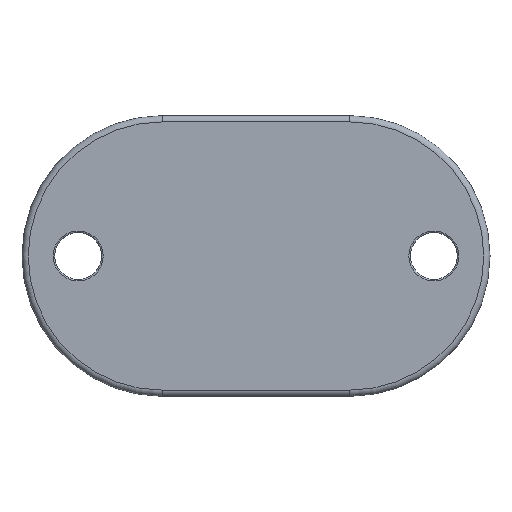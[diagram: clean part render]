
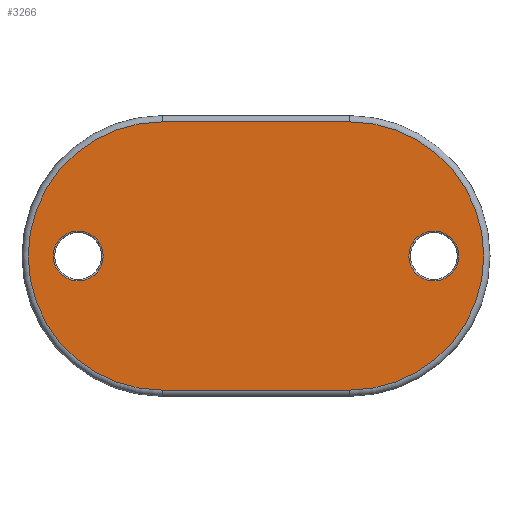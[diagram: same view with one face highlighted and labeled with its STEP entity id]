
A CAD part, front view. The second image highlights one B-rep face of the part: STEP entity #3266.
In plain terms, the highlighted planar face has unit normal (0, -1, 0).
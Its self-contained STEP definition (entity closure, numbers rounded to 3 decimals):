
#9 = CARTESIAN_POINT ( 'NONE',  ( 30., 0., 43. ) ) ;
#97 = ORIENTED_EDGE ( 'NONE', *, *, #3203, .T. ) ;
#119 = AXIS2_PLACEMENT_3D ( 'NONE', #425, #1619, #3031 ) ;
#137 = EDGE_LOOP ( 'NONE', ( #2760, #445 ) ) ;
#165 = VERTEX_POINT ( 'NONE', #1787 ) ;
#285 = CIRCLE ( 'NONE', #119, 8. ) ;
#299 = EDGE_CURVE ( 'NONE', #2417, #3636, #3307, .T. ) ;
#416 = DIRECTION ( 'NONE',  ( -1., 0., 0. ) ) ;
#423 = CARTESIAN_POINT ( 'NONE',  ( 57., 0., 8. ) ) ;
#425 = CARTESIAN_POINT ( 'NONE',  ( 57., 0., 0. ) ) ;
#445 = ORIENTED_EDGE ( 'NONE', *, *, #2957, .T. ) ;
#510 = CARTESIAN_POINT ( 'NONE',  ( -57., 0., 0. ) ) ;
#642 = VERTEX_POINT ( 'NONE', #2505 ) ;
#674 = EDGE_CURVE ( 'NONE', #3636, #2137, #2485, .T. ) ;
#772 = ORIENTED_EDGE ( 'NONE', *, *, #674, .T. ) ;
#868 = CARTESIAN_POINT ( 'NONE',  ( -57., 0., -8. ) ) ;
#997 = EDGE_LOOP ( 'NONE', ( #2939, #97 ) ) ;
#1010 = CARTESIAN_POINT ( 'NONE',  ( -30., 0., 43. ) ) ;
#1016 = CARTESIAN_POINT ( 'NONE',  ( 30., 0., -43. ) ) ;
#1061 = DIRECTION ( 'NONE',  ( 0., 0., -1. ) ) ;
#1074 = DIRECTION ( 'NONE',  ( 0., 1., 0. ) ) ;
#1113 = DIRECTION ( 'NONE',  ( 0., 1., 0. ) ) ;
#1146 = VERTEX_POINT ( 'NONE', #423 ) ;
#1199 = LINE ( 'NONE', #1010, #3741 ) ;
#1274 = EDGE_CURVE ( 'NONE', #165, #1146, #1981, .T. ) ;
#1328 = DIRECTION ( 'NONE',  ( 0., -1., 0. ) ) ;
#1336 = CARTESIAN_POINT ( 'NONE',  ( -30., 0., 43. ) ) ;
#1516 = CIRCLE ( 'NONE', #3317, 8. ) ;
#1619 = DIRECTION ( 'NONE',  ( 0., 1., 0. ) ) ;
#1623 = CARTESIAN_POINT ( 'NONE',  ( 30., 0., -43. ) ) ;
#1706 = DIRECTION ( 'NONE',  ( 0., -1., 0. ) ) ;
#1787 = CARTESIAN_POINT ( 'NONE',  ( 57., 0., -8. ) ) ;
#1924 = CARTESIAN_POINT ( 'NONE',  ( 30., 0., 0. ) ) ;
#1931 = FACE_BOUND ( 'NONE', #137, .T. ) ;
#1981 = CIRCLE ( 'NONE', #3083, 8. ) ;
#2019 = DIRECTION ( 'NONE',  ( 0., 0., -1. ) ) ;
#2096 = AXIS2_PLACEMENT_3D ( 'NONE', #2743, #1328, #3659 ) ;
#2137 = VERTEX_POINT ( 'NONE', #9 ) ;
#2215 = CARTESIAN_POINT ( 'NONE',  ( -57., 0., 0. ) ) ;
#2290 = CARTESIAN_POINT ( 'NONE',  ( 30., 0., 0. ) ) ;
#2417 = VERTEX_POINT ( 'NONE', #2499 ) ;
#2450 = VERTEX_POINT ( 'NONE', #1336 ) ;
#2467 = EDGE_LOOP ( 'NONE', ( #772, #3365, #3127, #2716 ) ) ;
#2485 = CIRCLE ( 'NONE', #3377, 43. ) ;
#2499 = CARTESIAN_POINT ( 'NONE',  ( -30., 0., -43. ) ) ;
#2505 = CARTESIAN_POINT ( 'NONE',  ( -57., 0., 8. ) ) ;
#2716 = ORIENTED_EDGE ( 'NONE', *, *, #299, .T. ) ;
#2730 = AXIS2_PLACEMENT_3D ( 'NONE', #510, #1074, #3101 ) ;
#2743 = CARTESIAN_POINT ( 'NONE',  ( -30., 0., 0. ) ) ;
#2760 = ORIENTED_EDGE ( 'NONE', *, *, #1274, .T. ) ;
#2787 = DIRECTION ( 'NONE',  ( 0., -1., 0. ) ) ;
#2877 = FACE_BOUND ( 'NONE', #997, .T. ) ;
#2939 = ORIENTED_EDGE ( 'NONE', *, *, #3132, .T. ) ;
#2957 = EDGE_CURVE ( 'NONE', #1146, #165, #285, .T. ) ;
#3021 = FACE_OUTER_BOUND ( 'NONE', #2467, .T. ) ;
#3031 = DIRECTION ( 'NONE',  ( 0., 0., -1. ) ) ;
#3083 = AXIS2_PLACEMENT_3D ( 'NONE', #3368, #3359, #3571 ) ;
#3101 = DIRECTION ( 'NONE',  ( 0., 0., -1. ) ) ;
#3127 = ORIENTED_EDGE ( 'NONE', *, *, #3738, .T. ) ;
#3132 = EDGE_CURVE ( 'NONE', #3337, #642, #3156, .T. ) ;
#3156 = CIRCLE ( 'NONE', #2730, 8. ) ;
#3203 = EDGE_CURVE ( 'NONE', #642, #3337, #1516, .T. ) ;
#3266 = ADVANCED_FACE ( 'NONE', ( #2877, #1931, #3021 ), #3421, .T. ) ;
#3307 = LINE ( 'NONE', #1016, #3671 ) ;
#3317 = AXIS2_PLACEMENT_3D ( 'NONE', #2215, #1113, #1061 ) ;
#3327 = DIRECTION ( 'NONE',  ( 1., 0., 0. ) ) ;
#3337 = VERTEX_POINT ( 'NONE', #868 ) ;
#3359 = DIRECTION ( 'NONE',  ( 0., 1., 0. ) ) ;
#3365 = ORIENTED_EDGE ( 'NONE', *, *, #3648, .T. ) ;
#3368 = CARTESIAN_POINT ( 'NONE',  ( 57., 0., 0. ) ) ;
#3377 = AXIS2_PLACEMENT_3D ( 'NONE', #1924, #2787, #3662 ) ;
#3421 = PLANE ( 'NONE',  #3684 ) ;
#3535 = CIRCLE ( 'NONE', #2096, 43. ) ;
#3571 = DIRECTION ( 'NONE',  ( 0., 0., -1. ) ) ;
#3636 = VERTEX_POINT ( 'NONE', #1623 ) ;
#3648 = EDGE_CURVE ( 'NONE', #2137, #2450, #1199, .T. ) ;
#3659 = DIRECTION ( 'NONE',  ( 0., 0., -1. ) ) ;
#3662 = DIRECTION ( 'NONE',  ( 0., 0., -1. ) ) ;
#3671 = VECTOR ( 'NONE', #3327, 1000. ) ;
#3684 = AXIS2_PLACEMENT_3D ( 'NONE', #2290, #1706, #2019 ) ;
#3738 = EDGE_CURVE ( 'NONE', #2450, #2417, #3535, .T. ) ;
#3741 = VECTOR ( 'NONE', #416, 1000. ) ;
